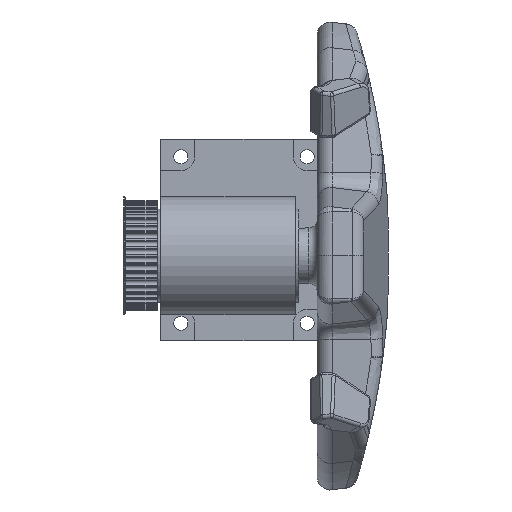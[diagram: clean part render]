
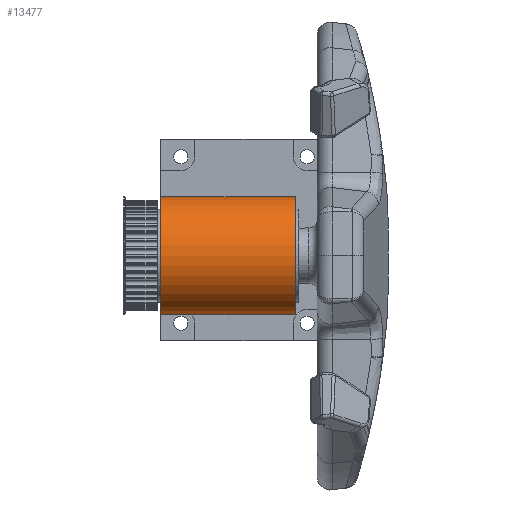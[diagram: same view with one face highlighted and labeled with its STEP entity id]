
A CAD part, top view. The second image highlights one B-rep face of the part: STEP entity #13477.
In plain terms, the highlighted cylindrical face has radius 35 mm (diameter 70 mm), a partial arc.
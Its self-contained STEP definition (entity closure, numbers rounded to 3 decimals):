
#1136=FACE_OUTER_BOUND('',#1926,.T.);
#1926=EDGE_LOOP('',(#10675,#10676,#10677,#10678));
#3272=LINE('',#21390,#4503);
#3273=LINE('',#21391,#4504);
#4503=VECTOR('',#16974,10.);
#4504=VECTOR('',#16975,10.);
#4894=CIRCLE('',#14298,35.);
#4895=CIRCLE('',#14300,35.);
#6027=VERTEX_POINT('',#20995);
#6028=VERTEX_POINT('',#20996);
#6039=VERTEX_POINT('',#21020);
#6040=VERTEX_POINT('',#21021);
#7636=EDGE_CURVE('',#6027,#6028,#4894,.T.);
#7648=EDGE_CURVE('',#6039,#6040,#4895,.T.);
#7717=EDGE_CURVE('',#6028,#6039,#3272,.T.);
#7718=EDGE_CURVE('',#6040,#6027,#3273,.T.);
#10675=ORIENTED_EDGE('',*,*,#7636,.T.);
#10676=ORIENTED_EDGE('',*,*,#7717,.T.);
#10677=ORIENTED_EDGE('',*,*,#7648,.T.);
#10678=ORIENTED_EDGE('',*,*,#7718,.T.);
#12907=CYLINDRICAL_SURFACE('',#14336,35.);
#13477=ADVANCED_FACE('',(#1136),#12907,.T.);
#14298=AXIS2_PLACEMENT_3D('',#20997,#16836,#16837);
#14300=AXIS2_PLACEMENT_3D('',#21022,#16851,#16852);
#14336=AXIS2_PLACEMENT_3D('',#21389,#16972,#16973);
#16836=DIRECTION('center_axis',(1.,0.,0.));
#16837=DIRECTION('ref_axis',(0.,0.707,0.707));
#16851=DIRECTION('center_axis',(-1.,0.,0.));
#16852=DIRECTION('ref_axis',(0.,0.707,0.707));
#16972=DIRECTION('center_axis',(-1.,0.,0.));
#16973=DIRECTION('ref_axis',(0.,-0.707,0.707));
#16974=DIRECTION('',(1.,0.,0.));
#16975=DIRECTION('',(-1.,0.,0.));
#20995=CARTESIAN_POINT('',(-48.323,105.,402.823));
#20996=CARTESIAN_POINT('',(-48.323,35.,402.823));
#20997=CARTESIAN_POINT('Origin',(-48.323,70.,402.823));
#21020=CARTESIAN_POINT('',(31.677,35.,402.823));
#21021=CARTESIAN_POINT('',(31.677,105.,402.823));
#21022=CARTESIAN_POINT('Origin',(31.677,70.,402.823));
#21389=CARTESIAN_POINT('Origin',(31.677,70.,402.823));
#21390=CARTESIAN_POINT('',(31.677,35.,402.823));
#21391=CARTESIAN_POINT('',(31.677,105.,402.823));
